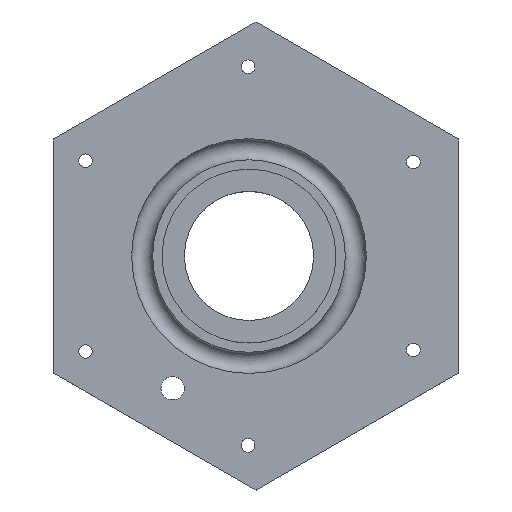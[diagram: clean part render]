
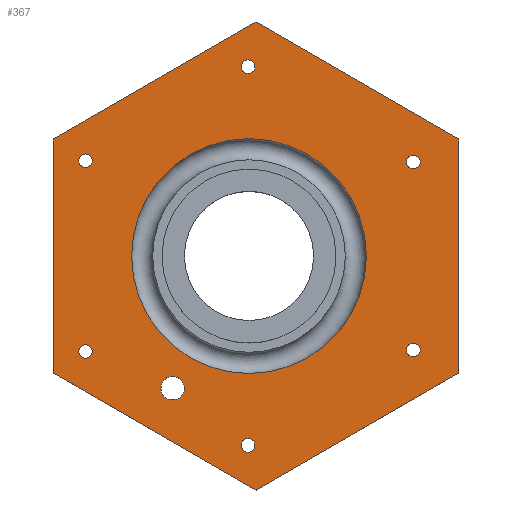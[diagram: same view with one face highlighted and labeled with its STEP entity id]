
A CAD part, top view. The second image highlights one B-rep face of the part: STEP entity #367.
In plain terms, the highlighted planar face has unit normal (0, 0, 1).
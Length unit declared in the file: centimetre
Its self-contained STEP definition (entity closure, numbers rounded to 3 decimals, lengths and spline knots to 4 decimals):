
#17=LINE('',#560,#44);
#18=LINE('',#562,#45);
#19=LINE('',#564,#46);
#20=LINE('',#566,#47);
#21=LINE('',#568,#48);
#22=LINE('',#569,#49);
#44=VECTOR('',#455,0.1);
#45=VECTOR('',#456,0.1);
#46=VECTOR('',#457,0.1);
#47=VECTOR('',#458,0.1);
#48=VECTOR('',#459,0.1);
#49=VECTOR('',#460,0.1);
#80=FACE_BOUND('',#134,.T.);
#81=FACE_BOUND('',#135,.T.);
#82=FACE_BOUND('',#136,.T.);
#83=FACE_BOUND('',#137,.T.);
#84=FACE_BOUND('',#138,.T.);
#85=FACE_BOUND('',#139,.T.);
#86=FACE_BOUND('',#140,.T.);
#87=FACE_BOUND('',#141,.T.);
#98=PLANE('',#396);
#111=FACE_OUTER_BOUND('',#133,.T.);
#133=EDGE_LOOP('',(#281,#282,#283,#284,#285,#286));
#134=EDGE_LOOP('',(#287));
#135=EDGE_LOOP('',(#288));
#136=EDGE_LOOP('',(#289));
#137=EDGE_LOOP('',(#290));
#138=EDGE_LOOP('',(#291));
#139=EDGE_LOOP('',(#292));
#140=EDGE_LOOP('',(#293));
#141=EDGE_LOOP('',(#294));
#166=CIRCLE('',#387,2.5);
#171=CIRCLE('',#397,0.2497);
#172=CIRCLE('',#398,0.1451);
#173=CIRCLE('',#399,0.1453);
#174=CIRCLE('',#400,0.145);
#175=CIRCLE('',#401,0.1449);
#176=CIRCLE('',#402,0.1451);
#177=CIRCLE('',#403,0.1445);
#186=VERTEX_POINT('',#540);
#191=VERTEX_POINT('',#558);
#192=VERTEX_POINT('',#559);
#193=VERTEX_POINT('',#561);
#194=VERTEX_POINT('',#563);
#195=VERTEX_POINT('',#565);
#196=VERTEX_POINT('',#567);
#197=VERTEX_POINT('',#570);
#198=VERTEX_POINT('',#572);
#199=VERTEX_POINT('',#574);
#200=VERTEX_POINT('',#576);
#201=VERTEX_POINT('',#578);
#202=VERTEX_POINT('',#580);
#203=VERTEX_POINT('',#582);
#219=EDGE_CURVE('',#186,#186,#166,.T.);
#226=EDGE_CURVE('',#191,#192,#17,.T.);
#227=EDGE_CURVE('',#192,#193,#18,.T.);
#228=EDGE_CURVE('',#193,#194,#19,.T.);
#229=EDGE_CURVE('',#194,#195,#20,.T.);
#230=EDGE_CURVE('',#195,#196,#21,.T.);
#231=EDGE_CURVE('',#196,#191,#22,.T.);
#232=EDGE_CURVE('',#197,#197,#171,.T.);
#233=EDGE_CURVE('',#198,#198,#172,.T.);
#234=EDGE_CURVE('',#199,#199,#173,.T.);
#235=EDGE_CURVE('',#200,#200,#174,.T.);
#236=EDGE_CURVE('',#201,#201,#175,.T.);
#237=EDGE_CURVE('',#202,#202,#176,.T.);
#238=EDGE_CURVE('',#203,#203,#177,.T.);
#281=ORIENTED_EDGE('',*,*,#226,.T.);
#282=ORIENTED_EDGE('',*,*,#227,.T.);
#283=ORIENTED_EDGE('',*,*,#228,.T.);
#284=ORIENTED_EDGE('',*,*,#229,.T.);
#285=ORIENTED_EDGE('',*,*,#230,.T.);
#286=ORIENTED_EDGE('',*,*,#231,.T.);
#287=ORIENTED_EDGE('',*,*,#219,.T.);
#288=ORIENTED_EDGE('',*,*,#232,.T.);
#289=ORIENTED_EDGE('',*,*,#233,.T.);
#290=ORIENTED_EDGE('',*,*,#234,.T.);
#291=ORIENTED_EDGE('',*,*,#235,.T.);
#292=ORIENTED_EDGE('',*,*,#236,.T.);
#293=ORIENTED_EDGE('',*,*,#237,.T.);
#294=ORIENTED_EDGE('',*,*,#238,.T.);
#367=ADVANCED_FACE('',(#111,#80,#81,#82,#83,#84,#85,#86,#87),#98,.T.);
#387=AXIS2_PLACEMENT_3D('',#542,#433,#434);
#396=AXIS2_PLACEMENT_3D('',#557,#453,#454);
#397=AXIS2_PLACEMENT_3D('',#571,#461,#462);
#398=AXIS2_PLACEMENT_3D('',#573,#463,#464);
#399=AXIS2_PLACEMENT_3D('',#575,#465,#466);
#400=AXIS2_PLACEMENT_3D('',#577,#467,#468);
#401=AXIS2_PLACEMENT_3D('',#579,#469,#470);
#402=AXIS2_PLACEMENT_3D('',#581,#471,#472);
#403=AXIS2_PLACEMENT_3D('',#583,#473,#474);
#433=DIRECTION('center_axis',(0.,0.,-1.));
#434=DIRECTION('ref_axis',(1.,0.,0.));
#453=DIRECTION('center_axis',(0.,0.,1.));
#454=DIRECTION('ref_axis',(-1.,0.,0.));
#455=DIRECTION('',(-0.866,-0.5,0.));
#456=DIRECTION('',(0.,-1.,0.));
#457=DIRECTION('',(0.866,-0.5,0.));
#458=DIRECTION('',(0.866,0.5,0.));
#459=DIRECTION('',(0.,1.,0.));
#460=DIRECTION('',(-0.866,0.5,0.));
#461=DIRECTION('center_axis',(0.,0.,-1.));
#462=DIRECTION('ref_axis',(-1.,0.,0.));
#463=DIRECTION('center_axis',(0.,0.,-1.));
#464=DIRECTION('ref_axis',(-1.,0.,0.));
#465=DIRECTION('center_axis',(0.,0.,-1.));
#466=DIRECTION('ref_axis',(-1.,0.,0.));
#467=DIRECTION('center_axis',(0.,0.,-1.));
#468=DIRECTION('ref_axis',(-1.,0.,0.));
#469=DIRECTION('center_axis',(0.,0.,-1.));
#470=DIRECTION('ref_axis',(-1.,0.,0.));
#471=DIRECTION('center_axis',(0.,0.,-1.));
#472=DIRECTION('ref_axis',(-1.,0.,0.));
#473=DIRECTION('center_axis',(0.,0.,-1.));
#474=DIRECTION('ref_axis',(-1.,0.,0.));
#540=CARTESIAN_POINT('',(8.384,-0.0113,13.45));
#542=CARTESIAN_POINT('Origin',(10.884,-0.0113,13.45));
#557=CARTESIAN_POINT('Origin',(11.0331,-0.0101,13.45));
#558=CARTESIAN_POINT('',(11.0331,4.9716,13.45));
#559=CARTESIAN_POINT('',(6.7188,2.4807,13.45));
#560=CARTESIAN_POINT('',(11.0331,4.9716,13.45));
#561=CARTESIAN_POINT('',(6.7188,-2.501,13.45));
#562=CARTESIAN_POINT('',(6.7188,2.4807,13.45));
#563=CARTESIAN_POINT('',(11.0331,-4.9919,13.45));
#564=CARTESIAN_POINT('',(6.7188,-2.501,13.45));
#565=CARTESIAN_POINT('',(15.3475,-2.501,13.45));
#566=CARTESIAN_POINT('',(11.0331,-4.9919,13.45));
#567=CARTESIAN_POINT('',(15.3475,2.4807,13.45));
#568=CARTESIAN_POINT('',(15.3475,-2.501,13.45));
#569=CARTESIAN_POINT('',(15.3475,2.4807,13.45));
#570=CARTESIAN_POINT('',(9.5082,-2.8239,13.45));
#571=CARTESIAN_POINT('Origin',(9.2585,-2.8239,13.45));
#572=CARTESIAN_POINT('',(14.5284,-2.0101,13.45));
#573=CARTESIAN_POINT('Origin',(14.3834,-2.0101,13.45));
#574=CARTESIAN_POINT('',(7.5469,2.0172,13.45));
#575=CARTESIAN_POINT('Origin',(7.4015,2.0172,13.45));
#576=CARTESIAN_POINT('',(14.5281,1.9899,13.45));
#577=CARTESIAN_POINT('Origin',(14.3831,1.9899,13.45));
#578=CARTESIAN_POINT('',(11.0106,-4.0415,13.45));
#579=CARTESIAN_POINT('Origin',(10.8657,-4.0415,13.45));
#580=CARTESIAN_POINT('',(7.5464,-2.0452,13.45));
#581=CARTESIAN_POINT('Origin',(7.4013,-2.0452,13.45));
#582=CARTESIAN_POINT('',(11.0109,4.0201,13.45));
#583=CARTESIAN_POINT('Origin',(10.8664,4.0201,13.45));
